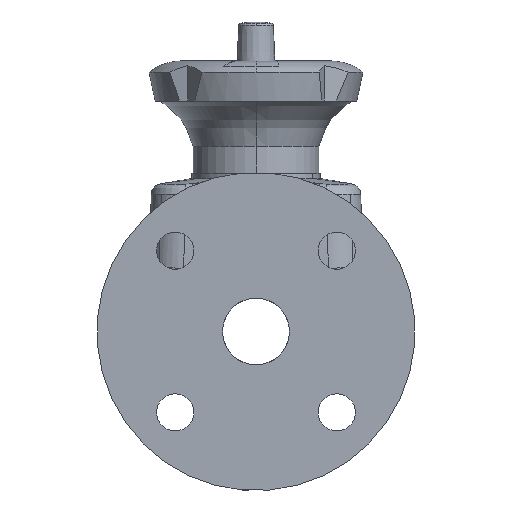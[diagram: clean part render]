
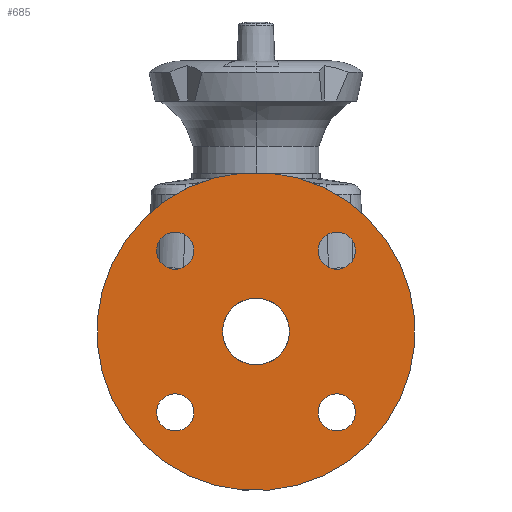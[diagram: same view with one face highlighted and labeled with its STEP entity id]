
A CAD part, left-side view. The second image highlights one B-rep face of the part: STEP entity #685.
In plain terms, the highlighted planar face has unit normal (-1, 0, 0).
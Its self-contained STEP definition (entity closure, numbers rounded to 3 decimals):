
#685=ADVANCED_FACE('',(#1367,#1368,#1369,#1370,#1371,#1372),#1373,.T.);
#1367=FACE_OUTER_BOUND('',#3248,.T.);
#1368=FACE_BOUND('',#3249,.T.);
#1369=FACE_BOUND('',#3250,.T.);
#1370=FACE_BOUND('',#3251,.T.);
#1371=FACE_BOUND('',#3252,.T.);
#1372=FACE_BOUND('',#3253,.T.);
#1373=PLANE('',#3254);
#3248=EDGE_LOOP('',(#5011,#5012));
#3249=EDGE_LOOP('',(#5013,#5014));
#3250=EDGE_LOOP('',(#5015,#5016));
#3251=EDGE_LOOP('',(#5017,#5018));
#3252=EDGE_LOOP('',(#5019,#5020));
#3253=EDGE_LOOP('',(#5021,#5022));
#3254=AXIS2_PLACEMENT_3D('',#5023,#5024,#5025);
#5011=ORIENTED_EDGE('',*,*,#5861,.T.);
#5012=ORIENTED_EDGE('',*,*,#5916,.T.);
#5013=ORIENTED_EDGE('',*,*,#5899,.T.);
#5014=ORIENTED_EDGE('',*,*,#5886,.T.);
#5015=ORIENTED_EDGE('',*,*,#5902,.T.);
#5016=ORIENTED_EDGE('',*,*,#5881,.T.);
#5017=ORIENTED_EDGE('',*,*,#5905,.T.);
#5018=ORIENTED_EDGE('',*,*,#5876,.T.);
#5019=ORIENTED_EDGE('',*,*,#5908,.T.);
#5020=ORIENTED_EDGE('',*,*,#5871,.T.);
#5021=ORIENTED_EDGE('',*,*,#5854,.F.);
#5022=ORIENTED_EDGE('',*,*,#5918,.F.);
#5023=CARTESIAN_POINT('',(-80.25,-8.839,-8.839));
#5024=DIRECTION('',(-1.0,0.0,0.0));
#5025=DIRECTION('',(0.0,-0.707,0.707));
#5854=EDGE_CURVE('',#6909,#6912,#6913,.T.);
#5861=EDGE_CURVE('',#6919,#6923,#6925,.T.);
#5871=EDGE_CURVE('',#6937,#6941,#6943,.T.);
#5876=EDGE_CURVE('',#6946,#6950,#6952,.T.);
#5881=EDGE_CURVE('',#6955,#6959,#6961,.T.);
#5886=EDGE_CURVE('',#6964,#6968,#6970,.T.);
#5899=EDGE_CURVE('',#6968,#6964,#6988,.T.);
#5902=EDGE_CURVE('',#6959,#6955,#6991,.T.);
#5905=EDGE_CURVE('',#6950,#6946,#6994,.T.);
#5908=EDGE_CURVE('',#6941,#6937,#6997,.T.);
#5916=EDGE_CURVE('',#6923,#6919,#7005,.T.);
#5918=EDGE_CURVE('',#6912,#6909,#7007,.T.);
#6909=VERTEX_POINT('',#8803);
#6912=VERTEX_POINT('',#8807);
#6913=CIRCLE('',#8808,12.5);
#6919=VERTEX_POINT('',#8815);
#6923=VERTEX_POINT('',#8820);
#6925=CIRCLE('',#8823,59.5);
#6937=VERTEX_POINT('',#8837);
#6941=VERTEX_POINT('',#8842);
#6943=CIRCLE('',#8845,6.95);
#6946=VERTEX_POINT('',#8848);
#6950=VERTEX_POINT('',#8853);
#6952=CIRCLE('',#8856,6.95);
#6955=VERTEX_POINT('',#8859);
#6959=VERTEX_POINT('',#8864);
#6961=CIRCLE('',#8867,6.95);
#6964=VERTEX_POINT('',#8870);
#6968=VERTEX_POINT('',#8875);
#6970=CIRCLE('',#8878,6.95);
#6988=CIRCLE('',#8898,6.95);
#6991=CIRCLE('',#8901,6.95);
#6994=CIRCLE('',#8904,6.95);
#6997=CIRCLE('',#8907,6.95);
#7005=CIRCLE('',#8915,59.5);
#7007=CIRCLE('',#8917,12.5);
#8803=CARTESIAN_POINT('',(-80.25,-8.839,-8.839));
#8807=CARTESIAN_POINT('',(-80.25,8.839,8.839));
#8808=AXIS2_PLACEMENT_3D('',#9814,#9815,#9816);
#8815=CARTESIAN_POINT('',(-80.25,-42.073,-42.073));
#8820=CARTESIAN_POINT('',(-80.25,42.073,42.073));
#8823=AXIS2_PLACEMENT_3D('',#9826,#9827,#9828);
#8837=CARTESIAN_POINT('',(-80.25,35.143,-35.143));
#8842=CARTESIAN_POINT('',(-80.25,25.314,-25.314));
#8845=AXIS2_PLACEMENT_3D('',#9842,#9843,#9844);
#8848=CARTESIAN_POINT('',(-80.25,-35.143,-35.143));
#8853=CARTESIAN_POINT('',(-80.25,-25.314,-25.314));
#8856=AXIS2_PLACEMENT_3D('',#9850,#9851,#9852);
#8859=CARTESIAN_POINT('',(-80.25,-35.143,35.143));
#8864=CARTESIAN_POINT('',(-80.25,-25.314,25.314));
#8867=AXIS2_PLACEMENT_3D('',#9858,#9859,#9860);
#8870=CARTESIAN_POINT('',(-80.25,35.143,35.143));
#8875=CARTESIAN_POINT('',(-80.25,25.314,25.314));
#8878=AXIS2_PLACEMENT_3D('',#9866,#9867,#9868);
#8898=AXIS2_PLACEMENT_3D('',#9889,#9890,#9891);
#8901=AXIS2_PLACEMENT_3D('',#9895,#9896,#9897);
#8904=AXIS2_PLACEMENT_3D('',#9901,#9902,#9903);
#8907=AXIS2_PLACEMENT_3D('',#9907,#9908,#9909);
#8915=AXIS2_PLACEMENT_3D('',#9922,#9923,#9924);
#8917=AXIS2_PLACEMENT_3D('',#9925,#9926,#9927);
#9814=CARTESIAN_POINT('',(-80.25,0.0,0.0));
#9815=DIRECTION('',(-1.0,0.0,0.0));
#9816=DIRECTION('',(0.0,-0.707,0.707));
#9826=CARTESIAN_POINT('',(-80.25,0.0,0.0));
#9827=DIRECTION('',(-1.0,0.0,0.0));
#9828=DIRECTION('',(0.0,-0.707,0.707));
#9842=CARTESIAN_POINT('',(-80.25,30.229,-30.229));
#9843=DIRECTION('',(1.0,0.0,0.0));
#9844=DIRECTION('',(0.0,0.707,-0.707));
#9850=CARTESIAN_POINT('',(-80.25,-30.229,-30.229));
#9851=DIRECTION('',(1.0,0.0,0.0));
#9852=DIRECTION('',(0.0,-0.707,-0.707));
#9858=CARTESIAN_POINT('',(-80.25,-30.229,30.229));
#9859=DIRECTION('',(1.0,0.0,0.0));
#9860=DIRECTION('',(0.0,-0.707,0.707));
#9866=CARTESIAN_POINT('',(-80.25,30.229,30.229));
#9867=DIRECTION('',(1.0,0.0,-0.0));
#9868=DIRECTION('',(0.0,0.707,0.707));
#9889=CARTESIAN_POINT('',(-80.25,30.229,30.229));
#9890=DIRECTION('',(1.0,0.0,-0.0));
#9891=DIRECTION('',(0.0,0.707,0.707));
#9895=CARTESIAN_POINT('',(-80.25,-30.229,30.229));
#9896=DIRECTION('',(1.0,0.0,0.0));
#9897=DIRECTION('',(0.0,-0.707,0.707));
#9901=CARTESIAN_POINT('',(-80.25,-30.229,-30.229));
#9902=DIRECTION('',(1.0,0.0,0.0));
#9903=DIRECTION('',(0.0,-0.707,-0.707));
#9907=CARTESIAN_POINT('',(-80.25,30.229,-30.229));
#9908=DIRECTION('',(1.0,0.0,0.0));
#9909=DIRECTION('',(0.0,0.707,-0.707));
#9922=CARTESIAN_POINT('',(-80.25,0.0,0.0));
#9923=DIRECTION('',(-1.0,0.0,0.0));
#9924=DIRECTION('',(0.0,-0.707,0.707));
#9925=CARTESIAN_POINT('',(-80.25,0.0,0.0));
#9926=DIRECTION('',(-1.0,0.0,0.0));
#9927=DIRECTION('',(0.0,-0.707,0.707));
